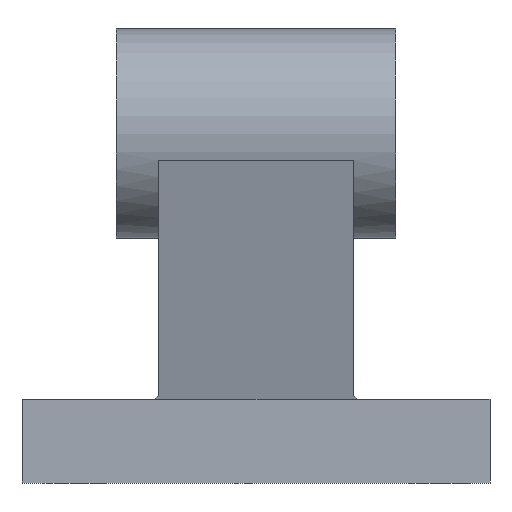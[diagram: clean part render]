
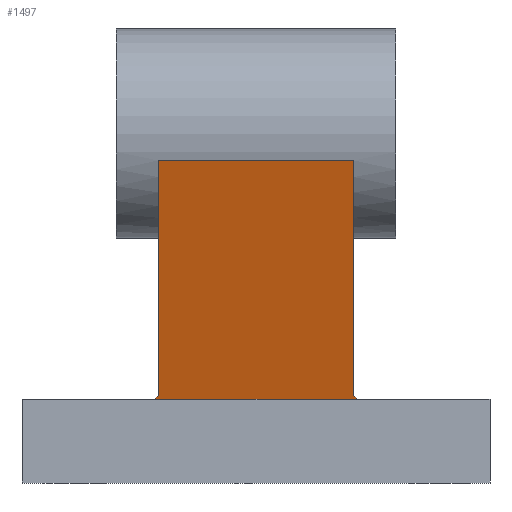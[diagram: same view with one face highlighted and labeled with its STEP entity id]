
A CAD part, left-side view. The second image highlights one B-rep face of the part: STEP entity #1497.
In plain terms, the highlighted planar face has unit normal (-0.967, 0, -0.255).
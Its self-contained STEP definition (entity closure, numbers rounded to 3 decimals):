
#31 = AXIS2_PLACEMENT_3D ( 'NONE', #659, #652, #658 ) ;
#67 = EDGE_CURVE ( 'NONE', #1246, #1195, #248, .T. ) ;
#91 = EDGE_CURVE ( 'NONE', #1190, #1233, #707, .T. ) ;
#116 = EDGE_CURVE ( 'NONE', #1407, #1459, #714, .T. ) ;
#133 = EDGE_CURVE ( 'NONE', #1459, #1190, #778, .T. ) ;
#167 = EDGE_CURVE ( 'NONE', #1195, #1233, #921, .T. ) ;
#219 = EDGE_CURVE ( 'NONE', #1246, #1407, #706, .T. ) ;
#238 = ORIENTED_EDGE ( 'NONE', *, *, #167, .F. ) ;
#243 = ORIENTED_EDGE ( 'NONE', *, *, #67, .F. ) ;
#248 = LINE ( 'NONE', #1353, #465 ) ;
#252 = ORIENTED_EDGE ( 'NONE', *, *, #116, .T. ) ;
#253 = ORIENTED_EDGE ( 'NONE', *, *, #133, .T. ) ;
#256 = ORIENTED_EDGE ( 'NONE', *, *, #91, .T. ) ;
#393 = EDGE_LOOP ( 'NONE', ( #252, #253, #256, #238, #243, #439 ) ) ;
#439 = ORIENTED_EDGE ( 'NONE', *, *, #219, .T. ) ;
#465 = VECTOR ( 'NONE', #1239, 1000. ) ;
#578 = PLANE ( 'NONE',  #31 ) ;
#652 = DIRECTION ( 'NONE',  ( 0.967, 0., 0.255 ) ) ;
#658 = DIRECTION ( 'NONE',  ( 0.255, 0., -0.967 ) ) ;
#659 = CARTESIAN_POINT ( 'NONE',  ( -8.951, 47.5, 45.973 ) ) ;
#706 = LINE ( 'NONE', #1020, #786 ) ;
#707 = LINE ( 'NONE', #1331, #798 ) ;
#711 = VECTOR ( 'NONE', #1170, 1000. ) ;
#714 = LINE ( 'NONE', #1184, #711 ) ;
#724 = VECTOR ( 'NONE', #1255, 1000. ) ;
#773 = FACE_OUTER_BOUND ( 'NONE', #393, .T. ) ;
#778 = LINE ( 'NONE', #1231, #724 ) ;
#786 = VECTOR ( 'NONE', #1019, 1000. ) ;
#798 = VECTOR ( 'NONE', #1372, 1000. ) ;
#904 = VECTOR ( 'NONE', #975, 1000. ) ;
#921 = LINE ( 'NONE', #1427, #904 ) ;
#950 = CARTESIAN_POINT ( 'NONE',  ( -0.132, 19.5, 12.5 ) ) ;
#975 = DIRECTION ( 'NONE',  ( 0., -1., 0. ) ) ;
#1019 = DIRECTION ( 'NONE',  ( 0.183, 0.695, -0.695 ) ) ;
#1020 = CARTESIAN_POINT ( 'NONE',  ( -4.689, 30.202, 29.798 ) ) ;
#1052 = CARTESIAN_POINT ( 'NONE',  ( 0., 19., 12. ) ) ;
#1058 = CARTESIAN_POINT ( 'NONE',  ( -9.005, 47.5, 46.178 ) ) ;
#1072 = CARTESIAN_POINT ( 'NONE',  ( -9.005, 19.5, 46.178 ) ) ;
#1079 = CARTESIAN_POINT ( 'NONE',  ( -0.132, 47.5, 12.5 ) ) ;
#1094 = CARTESIAN_POINT ( 'NONE',  ( 0., 48., 12. ) ) ;
#1170 = DIRECTION ( 'NONE',  ( 0., -1., 0. ) ) ;
#1184 = CARTESIAN_POINT ( 'NONE',  ( 0., 47.5, 12. ) ) ;
#1190 = VERTEX_POINT ( 'NONE', #950 ) ;
#1195 = VERTEX_POINT ( 'NONE', #1058 ) ;
#1231 = CARTESIAN_POINT ( 'NONE',  ( -8.254, 50.328, 43.328 ) ) ;
#1233 = VERTEX_POINT ( 'NONE', #1072 ) ;
#1239 = DIRECTION ( 'NONE',  ( -0.255, 0., 0.967 ) ) ;
#1246 = VERTEX_POINT ( 'NONE', #1079 ) ;
#1255 = DIRECTION ( 'NONE',  ( -0.183, 0.695, 0.695 ) ) ;
#1331 = CARTESIAN_POINT ( 'NONE',  ( -8.951, 19.5, 45.973 ) ) ;
#1353 = CARTESIAN_POINT ( 'NONE',  ( -8.951, 47.5, 45.973 ) ) ;
#1372 = DIRECTION ( 'NONE',  ( -0.255, 0., 0.967 ) ) ;
#1407 = VERTEX_POINT ( 'NONE', #1094 ) ;
#1427 = CARTESIAN_POINT ( 'NONE',  ( -9.005, 47.5, 46.178 ) ) ;
#1459 = VERTEX_POINT ( 'NONE', #1052 ) ;
#1497 = ADVANCED_FACE ( 'NONE', ( #773 ), #578, .F. ) ;
